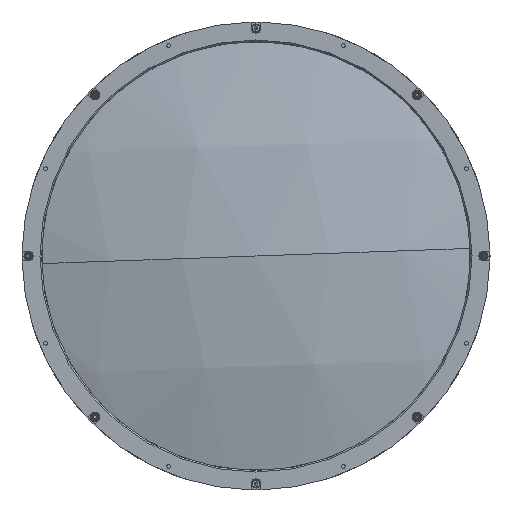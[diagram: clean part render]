
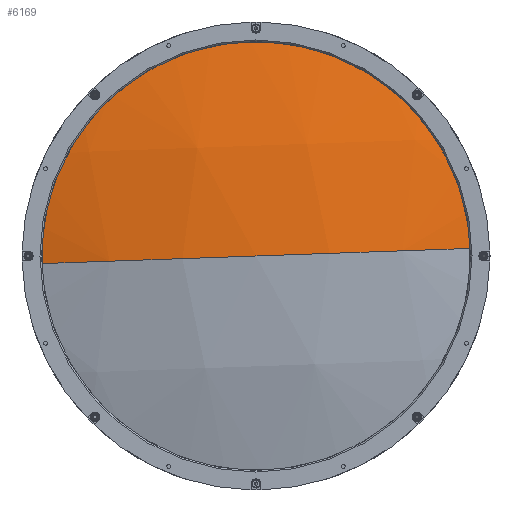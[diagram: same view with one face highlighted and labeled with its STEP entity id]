
A CAD part, left-side view. The second image highlights one B-rep face of the part: STEP entity #6169.
In plain terms, the highlighted spherical face has radius 510.4 mm.
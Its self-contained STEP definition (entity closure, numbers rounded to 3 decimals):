
#147 = AXIS2_PLACEMENT_3D ( 'NONE', #302, #14159, #1827 ) ;
#302 = CARTESIAN_POINT ( 'NONE',  ( 507.407, 0., 0. ) ) ;
#1315 = ORIENTED_EDGE ( 'NONE', *, *, #2142, .T. ) ;
#1465 = EDGE_LOOP ( 'NONE', ( #1315, #14152, #9249 ) ) ;
#1827 = DIRECTION ( 'NONE',  ( 0., -0.999, 0.035 ) ) ;
#2082 = VERTEX_POINT ( 'NONE', #14839 ) ;
#2142 = EDGE_CURVE ( 'NONE', #14841, #2082, #19353, .T. ) ;
#3215 = DIRECTION ( 'NONE',  ( 0., 0.035, 0.999 ) ) ;
#4941 = CIRCLE ( 'NONE', #17803, 510.4 ) ;
#4989 = DIRECTION ( 'NONE',  ( 0., -0.035, -0.999 ) ) ;
#5487 = EDGE_CURVE ( 'NONE', #2082, #9686, #18177, .T. ) ;
#6105 = AXIS2_PLACEMENT_3D ( 'NONE', #12476, #3215, #14048 ) ;
#6169 = ADVANCED_FACE ( 'NONE', ( #14346 ), #13845, .T. ) ;
#7617 = CARTESIAN_POINT ( 'NONE',  ( 16.583, 0., 0. ) ) ;
#8888 = CARTESIAN_POINT ( 'NONE',  ( -2.993, 0., 0. ) ) ;
#9179 = DIRECTION ( 'NONE',  ( 0., 0.035, 0.999 ) ) ;
#9249 = ORIENTED_EDGE ( 'NONE', *, *, #12052, .F. ) ;
#9686 = VERTEX_POINT ( 'NONE', #8888 ) ;
#10181 = AXIS2_PLACEMENT_3D ( 'NONE', #7617, #18451, #9179 ) ;
#12052 = EDGE_CURVE ( 'NONE', #14841, #9686, #4941, .T. ) ;
#12476 = CARTESIAN_POINT ( 'NONE',  ( 507.407, 0., 0. ) ) ;
#13648 = CARTESIAN_POINT ( 'NONE',  ( 16.583, -139.912, 4.961 ) ) ;
#13845 = SPHERICAL_SURFACE ( 'NONE', #147, 510.4 ) ;
#14048 = DIRECTION ( 'NONE',  ( 0., -0.999, 0.035 ) ) ;
#14152 = ORIENTED_EDGE ( 'NONE', *, *, #5487, .T. ) ;
#14159 = DIRECTION ( 'NONE',  ( 0., 0.035, 0.999 ) ) ;
#14264 = CARTESIAN_POINT ( 'NONE',  ( 507.407, 0., 0. ) ) ;
#14346 = FACE_OUTER_BOUND ( 'NONE', #1465, .T. ) ;
#14839 = CARTESIAN_POINT ( 'NONE',  ( 16.583, 139.912, -4.961 ) ) ;
#14841 = VERTEX_POINT ( 'NONE', #13648 ) ;
#15830 = DIRECTION ( 'NONE',  ( 0., 0.999, -0.035 ) ) ;
#17803 = AXIS2_PLACEMENT_3D ( 'NONE', #14264, #4989, #15830 ) ;
#18177 = CIRCLE ( 'NONE', #6105, 510.4 ) ;
#18451 = DIRECTION ( 'NONE',  ( -1., 0., 0. ) ) ;
#19353 = CIRCLE ( 'NONE', #10181, 140. ) ;
